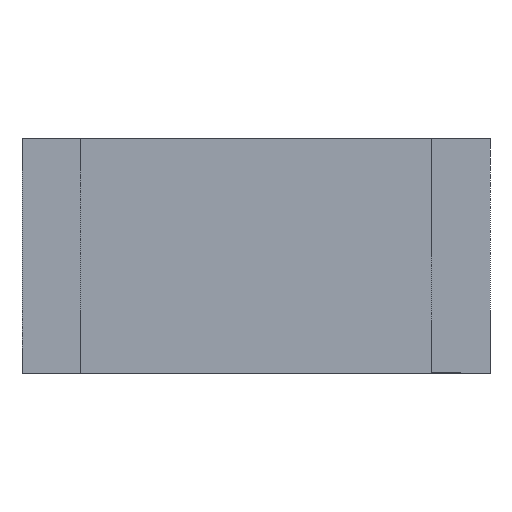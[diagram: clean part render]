
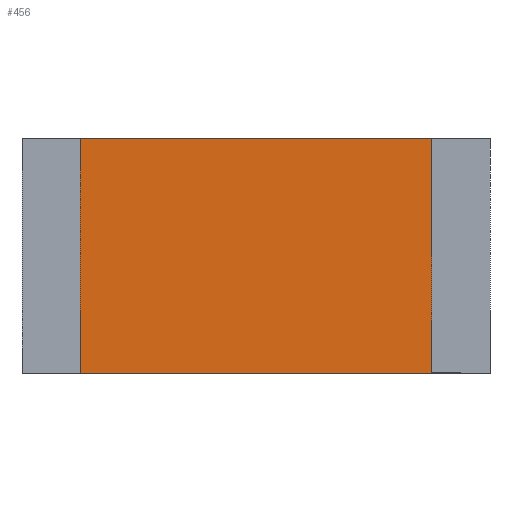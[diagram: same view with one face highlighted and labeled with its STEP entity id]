
A CAD part, front view. The second image highlights one B-rep face of the part: STEP entity #456.
In plain terms, the highlighted planar face has unit normal (0, -1, 0).
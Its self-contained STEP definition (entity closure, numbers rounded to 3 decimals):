
#3 = EDGE_CURVE ( 'NONE', #288, #307, #121, .T. ) ;
#4 = VECTOR ( 'NONE', #437, 1000. ) ;
#12 = DIRECTION ( 'NONE',  ( -1., 0., 0. ) ) ;
#13 = CARTESIAN_POINT ( 'NONE',  ( -1.6, 0., 0.8 ) ) ;
#50 = ORIENTED_EDGE ( 'NONE', *, *, #167, .F. ) ;
#121 = LINE ( 'NONE', #156, #4 ) ;
#156 = CARTESIAN_POINT ( 'NONE',  ( -1.2, 0., 0.8 ) ) ;
#162 = EDGE_CURVE ( 'NONE', #413, #519, #323, .T. ) ;
#167 = EDGE_CURVE ( 'NONE', #519, #288, #548, .T. ) ;
#172 = ORIENTED_EDGE ( 'NONE', *, *, #3, .F. ) ;
#179 = FACE_OUTER_BOUND ( 'NONE', #584, .T. ) ;
#204 = CARTESIAN_POINT ( 'NONE',  ( 1.2, 0., -0.8 ) ) ;
#232 = CARTESIAN_POINT ( 'NONE',  ( 1.2, 0., 0.8 ) ) ;
#274 = LINE ( 'NONE', #13, #392 ) ;
#275 = ORIENTED_EDGE ( 'NONE', *, *, #162, .F. ) ;
#288 = VERTEX_POINT ( 'NONE', #380 ) ;
#289 = DIRECTION ( 'NONE',  ( 0., 0., -1. ) ) ;
#290 = DIRECTION ( 'NONE',  ( 1., 0., 0. ) ) ;
#307 = VERTEX_POINT ( 'NONE', #491 ) ;
#321 = CARTESIAN_POINT ( 'NONE',  ( 0., 0., 0. ) ) ;
#323 = LINE ( 'NONE', #338, #332 ) ;
#325 = EDGE_CURVE ( 'NONE', #307, #413, #274, .T. ) ;
#332 = VECTOR ( 'NONE', #289, 1000. ) ;
#338 = CARTESIAN_POINT ( 'NONE',  ( 1.2, 0., 0.8 ) ) ;
#359 = PLANE ( 'NONE',  #520 ) ;
#380 = CARTESIAN_POINT ( 'NONE',  ( -1.2, 0., -0.8 ) ) ;
#392 = VECTOR ( 'NONE', #290, 1000. ) ;
#408 = DIRECTION ( 'NONE',  ( 0., 1., 0. ) ) ;
#413 = VERTEX_POINT ( 'NONE', #232 ) ;
#435 = VECTOR ( 'NONE', #12, 1000. ) ;
#437 = DIRECTION ( 'NONE',  ( 0., 0., 1. ) ) ;
#449 = DIRECTION ( 'NONE',  ( 0., 0., 1. ) ) ;
#456 = ADVANCED_FACE ( 'NONE', ( #179 ), #359, .F. ) ;
#491 = CARTESIAN_POINT ( 'NONE',  ( -1.2, 0., 0.8 ) ) ;
#519 = VERTEX_POINT ( 'NONE', #204 ) ;
#520 = AXIS2_PLACEMENT_3D ( 'NONE', #321, #408, #449 ) ;
#539 = ORIENTED_EDGE ( 'NONE', *, *, #325, .F. ) ;
#548 = LINE ( 'NONE', #562, #435 ) ;
#562 = CARTESIAN_POINT ( 'NONE',  ( -1.6, 0., -0.8 ) ) ;
#584 = EDGE_LOOP ( 'NONE', ( #275, #539, #172, #50 ) ) ;
